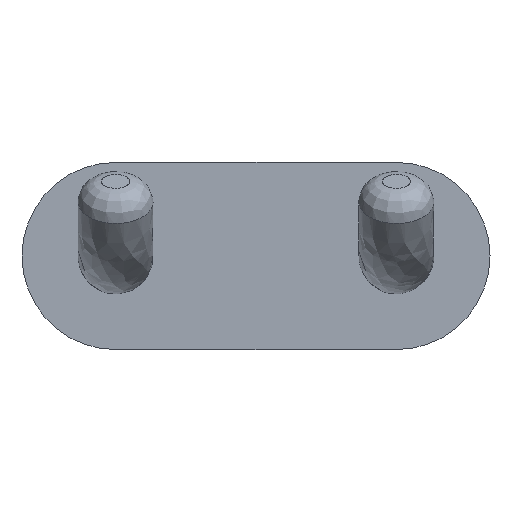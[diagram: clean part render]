
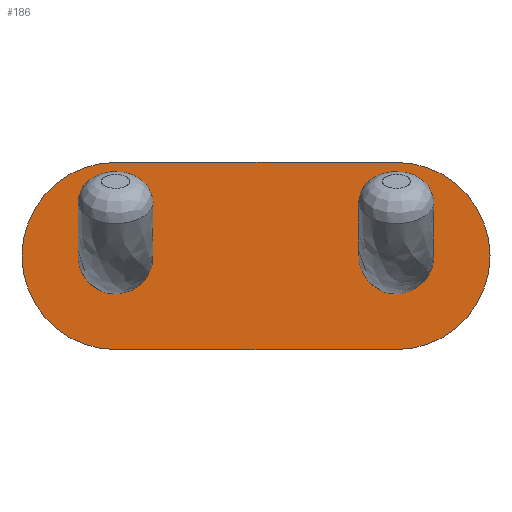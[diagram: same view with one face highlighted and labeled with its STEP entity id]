
A CAD part, front view. The second image highlights one B-rep face of the part: STEP entity #186.
In plain terms, the highlighted planar face has unit normal (0, -1, 0).
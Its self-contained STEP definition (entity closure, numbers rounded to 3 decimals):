
#15=FACE_BOUND('',#65,.T.);
#16=FACE_BOUND('',#66,.T.);
#19=LINE('',#1039,#27);
#24=LINE('',#1053,#32);
#27=VECTOR('',#227,10.);
#32=VECTOR('',#240,10.);
#40=PLANE('',#214);
#52=FACE_OUTER_BOUND('',#64,.T.);
#64=EDGE_LOOP('',(#165,#166,#167,#168));
#65=EDGE_LOOP('',(#169));
#66=EDGE_LOOP('',(#170));
#71=B_SPLINE_CURVE_WITH_KNOTS('',3,(#627,#628,#629,#630,#631,#632,#633,
#634,#635,#636,#637,#638,#639,#640,#641,#642,#643),.UNSPECIFIED.,.T.,.F.,
(4,1,1,1,1,1,1,1,1,1,1,1,1,1,4),(-3.142,-2.693,-2.244,
-1.795,-1.346,-0.898,-0.449,
-0.15,0.449,0.748,1.346,
1.795,2.244,2.693,3.142),
 .UNSPECIFIED.);
#76=B_SPLINE_CURVE_WITH_KNOTS('',3,(#1018,#1019,#1020,#1021,#1022,#1023,
#1024,#1025,#1026,#1027,#1028,#1029,#1030,#1031,#1032,#1033,#1034),
 .UNSPECIFIED.,.T.,.F.,(4,1,1,1,1,1,1,1,1,1,1,1,1,1,4),(-3.142,
-2.693,-2.244,-1.795,-1.346,
-0.898,-0.449,-0.15,0.449,
0.748,1.346,1.795,2.244,2.693,
3.142),.UNSPECIFIED.);
#79=CIRCLE('',#207,20.);
#81=CIRCLE('',#211,20.);
#86=VERTEX_POINT('',#559);
#90=VERTEX_POINT('',#950);
#91=VERTEX_POINT('',#1037);
#92=VERTEX_POINT('',#1038);
#95=VERTEX_POINT('',#1046);
#97=VERTEX_POINT('',#1052);
#104=EDGE_CURVE('',#86,#86,#71,.T.);
#110=EDGE_CURVE('',#90,#90,#76,.T.);
#111=EDGE_CURVE('',#91,#92,#19,.T.);
#115=EDGE_CURVE('',#95,#91,#79,.T.);
#118=EDGE_CURVE('',#97,#95,#24,.T.);
#121=EDGE_CURVE('',#92,#97,#81,.T.);
#165=ORIENTED_EDGE('',*,*,#121,.F.);
#166=ORIENTED_EDGE('',*,*,#111,.F.);
#167=ORIENTED_EDGE('',*,*,#115,.F.);
#168=ORIENTED_EDGE('',*,*,#118,.F.);
#169=ORIENTED_EDGE('',*,*,#110,.T.);
#170=ORIENTED_EDGE('',*,*,#104,.T.);
#186=ADVANCED_FACE('',(#52,#15,#16),#40,.F.);
#207=AXIS2_PLACEMENT_3D('',#1047,#233,#234);
#211=AXIS2_PLACEMENT_3D('',#1058,#245,#246);
#214=AXIS2_PLACEMENT_3D('',#1061,#251,#252);
#227=DIRECTION('',(-1.,0.,0.));
#233=DIRECTION('center_axis',(0.,1.,0.));
#234=DIRECTION('ref_axis',(0.,0.,1.));
#240=DIRECTION('',(1.,0.,0.));
#245=DIRECTION('center_axis',(0.,1.,0.));
#246=DIRECTION('ref_axis',(0.,0.,-1.));
#251=DIRECTION('center_axis',(0.,1.,0.));
#252=DIRECTION('ref_axis',(1.,0.,0.));
#559=CARTESIAN_POINT('',(22.,0.,0.));
#627=CARTESIAN_POINT('Ctrl Pts',(22.,0.,0.));
#628=CARTESIAN_POINT('Ctrl Pts',(22.,0.,1.197));
#629=CARTESIAN_POINT('Ctrl Pts',(22.546,0.,
3.589));
#630=CARTESIAN_POINT('Ctrl Pts',(24.841,0.,
6.469));
#631=CARTESIAN_POINT('Ctrl Pts',(28.159,0.,
8.066));
#632=CARTESIAN_POINT('Ctrl Pts',(31.84,0.,
8.066));
#633=CARTESIAN_POINT('Ctrl Pts',(35.16,0.,6.468));
#634=CARTESIAN_POINT('Ctrl Pts',(37.196,0.,
3.91));
#635=CARTESIAN_POINT('Ctrl Pts',(38.272,0.,
0.438));
#636=CARTESIAN_POINT('Ctrl Pts',(37.776,0.,
-2.856));
#637=CARTESIAN_POINT('Ctrl Pts',(35.499,0.,
-6.194));
#638=CARTESIAN_POINT('Ctrl Pts',(32.254,0.,
-8.07));
#639=CARTESIAN_POINT('Ctrl Pts',(28.157,0.,
-8.064));
#640=CARTESIAN_POINT('Ctrl Pts',(24.843,0.,
-6.47));
#641=CARTESIAN_POINT('Ctrl Pts',(22.545,0.,
-3.589));
#642=CARTESIAN_POINT('Ctrl Pts',(22.,0.,-1.197));
#643=CARTESIAN_POINT('Ctrl Pts',(22.,0.,0.));
#950=CARTESIAN_POINT('',(-38.,0.,0.));
#1018=CARTESIAN_POINT('Ctrl Pts',(-38.,0.,0.));
#1019=CARTESIAN_POINT('Ctrl Pts',(-38.,0.,1.197));
#1020=CARTESIAN_POINT('Ctrl Pts',(-37.454,0.,
3.589));
#1021=CARTESIAN_POINT('Ctrl Pts',(-35.159,0.,
6.469));
#1022=CARTESIAN_POINT('Ctrl Pts',(-31.841,0.,
8.066));
#1023=CARTESIAN_POINT('Ctrl Pts',(-28.16,0.,
8.066));
#1024=CARTESIAN_POINT('Ctrl Pts',(-24.84,0.,
6.468));
#1025=CARTESIAN_POINT('Ctrl Pts',(-22.804,0.,
3.91));
#1026=CARTESIAN_POINT('Ctrl Pts',(-21.728,0.,
0.438));
#1027=CARTESIAN_POINT('Ctrl Pts',(-22.224,0.,
-2.856));
#1028=CARTESIAN_POINT('Ctrl Pts',(-24.501,0.,
-6.194));
#1029=CARTESIAN_POINT('Ctrl Pts',(-27.746,0.,
-8.07));
#1030=CARTESIAN_POINT('Ctrl Pts',(-31.843,0.,
-8.064));
#1031=CARTESIAN_POINT('Ctrl Pts',(-35.157,0.,
-6.47));
#1032=CARTESIAN_POINT('Ctrl Pts',(-37.455,0.,
-3.589));
#1033=CARTESIAN_POINT('Ctrl Pts',(-38.,0.,-1.197));
#1034=CARTESIAN_POINT('Ctrl Pts',(-38.,0.,0.));
#1037=CARTESIAN_POINT('',(30.,0.,-20.));
#1038=CARTESIAN_POINT('',(-30.,0.,-20.));
#1039=CARTESIAN_POINT('',(30.,0.,-20.));
#1046=CARTESIAN_POINT('',(30.,0.,20.));
#1047=CARTESIAN_POINT('Origin',(30.,0.,0.));
#1052=CARTESIAN_POINT('',(-30.,0.,20.));
#1053=CARTESIAN_POINT('',(-30.,0.,20.));
#1058=CARTESIAN_POINT('Origin',(-30.,0.,0.));
#1061=CARTESIAN_POINT('Origin',(0.,0.,0.));
